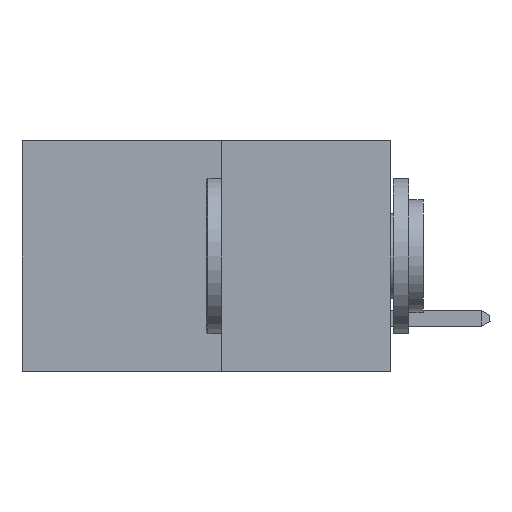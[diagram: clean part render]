
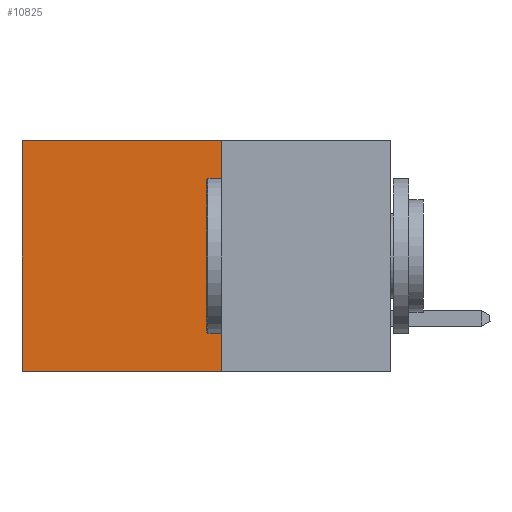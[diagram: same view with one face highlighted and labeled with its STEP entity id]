
A CAD part, left-side view. The second image highlights one B-rep face of the part: STEP entity #10825.
In plain terms, the highlighted planar face has unit normal (-1, 0, 0).
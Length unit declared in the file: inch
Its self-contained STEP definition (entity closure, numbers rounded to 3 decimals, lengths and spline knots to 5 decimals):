
#190 = ORIENTED_EDGE ( 'NONE', *, *, #13832, .F. ) ;
#641 = VECTOR ( 'NONE', #3928, 39.37008 ) ;
#908 = VERTEX_POINT ( 'NONE', #8212 ) ;
#1036 = LINE ( 'NONE', #10340, #641 ) ;
#1384 = CARTESIAN_POINT ( 'NONE',  ( 0.277, 0.27, -0.37 ) ) ;
#1948 = DIRECTION ( 'NONE',  ( 0., 1., 0. ) ) ;
#2062 = FACE_OUTER_BOUND ( 'NONE', #7247, .T. ) ;
#2238 = CARTESIAN_POINT ( 'NONE',  ( 0.277, 0.59, -0.37 ) ) ;
#2398 = VERTEX_POINT ( 'NONE', #2238 ) ;
#3197 = VERTEX_POINT ( 'NONE', #7036 ) ;
#3504 = CARTESIAN_POINT ( 'NONE',  ( 0.277, 0.27, -0.37 ) ) ;
#3928 = DIRECTION ( 'NONE',  ( 0., 0., -1. ) ) ;
#4070 = ORIENTED_EDGE ( 'NONE', *, *, #13168, .T. ) ;
#4468 = CARTESIAN_POINT ( 'NONE',  ( 0.277, 0.27, 0. ) ) ;
#4613 = CARTESIAN_POINT ( 'NONE',  ( 0.277, 0.27, -0.37 ) ) ;
#4761 = DIRECTION ( 'NONE',  ( 0., 1., 0. ) ) ;
#4941 = VERTEX_POINT ( 'NONE', #14390 ) ;
#5295 = VECTOR ( 'NONE', #4761, 39.37008 ) ;
#5870 = DIRECTION ( 'NONE',  ( 1., 0., 0. ) ) ;
#6650 = ORIENTED_EDGE ( 'NONE', *, *, #14705, .T. ) ;
#6732 = VECTOR ( 'NONE', #1948, 39.37008 ) ;
#7036 = CARTESIAN_POINT ( 'NONE',  ( 0.277, 0.59, 0. ) ) ;
#7072 = ORIENTED_EDGE ( 'NONE', *, *, #8144, .F. ) ;
#7247 = EDGE_LOOP ( 'NONE', ( #6650, #190, #7072, #4070 ) ) ;
#8144 = EDGE_CURVE ( 'NONE', #4941, #908, #12308, .T. ) ;
#8212 = CARTESIAN_POINT ( 'NONE',  ( 0.277, 0.27, -0.37 ) ) ;
#10195 = LINE ( 'NONE', #4468, #6732 ) ;
#10340 = CARTESIAN_POINT ( 'NONE',  ( 0.277, 0.59, -0.37 ) ) ;
#10588 = AXIS2_PLACEMENT_3D ( 'NONE', #4613, #5870, #14540 ) ;
#10825 = ADVANCED_FACE ( 'NONE', ( #2062 ), #12239, .F. ) ;
#11643 = DIRECTION ( 'NONE',  ( 0., 0., -1. ) ) ;
#12239 = PLANE ( 'NONE',  #10588 ) ;
#12308 = LINE ( 'NONE', #1384, #14634 ) ;
#13168 = EDGE_CURVE ( 'NONE', #4941, #3197, #10195, .T. ) ;
#13832 = EDGE_CURVE ( 'NONE', #908, #2398, #15127, .T. ) ;
#14390 = CARTESIAN_POINT ( 'NONE',  ( 0.277, 0.27, 0. ) ) ;
#14540 = DIRECTION ( 'NONE',  ( 0., 0., -1. ) ) ;
#14634 = VECTOR ( 'NONE', #11643, 39.37008 ) ;
#14705 = EDGE_CURVE ( 'NONE', #3197, #2398, #1036, .T. ) ;
#15127 = LINE ( 'NONE', #3504, #5295 ) ;
